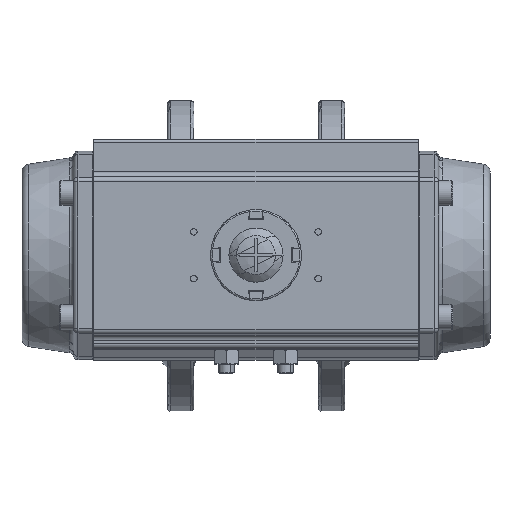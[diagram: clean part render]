
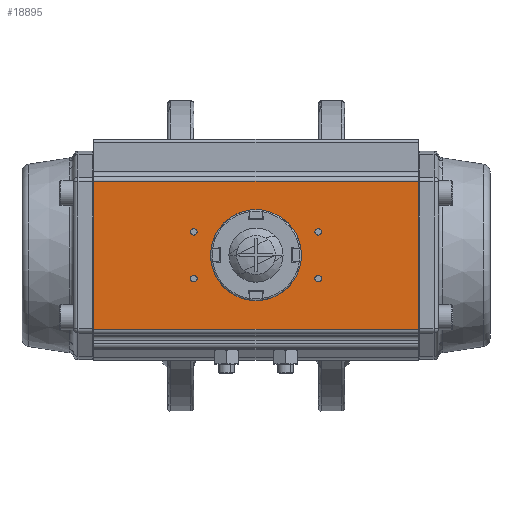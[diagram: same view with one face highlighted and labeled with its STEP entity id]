
A CAD part, top view. The second image highlights one B-rep face of the part: STEP entity #18895.
In plain terms, the highlighted planar face has unit normal (0, 0, 1).
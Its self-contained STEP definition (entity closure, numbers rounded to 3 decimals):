
#18756=CARTESIAN_POINT('',(104.5,-47.665,271.));
#18757=DIRECTION('',(0.,-0.,-1.));
#18758=DIRECTION('',(-1.,0.,-0.));
#18759=AXIS2_PLACEMENT_3D('',#18756,#18757,#18758);
#18760=PLANE('',#18759);
#18761=CARTESIAN_POINT('',(-37.9,-15.,271.));
#18762=VERTEX_POINT('',#18761);
#18763=CARTESIAN_POINT('',(-42.1,-15.,271.));
#18764=VERTEX_POINT('',#18763);
#18765=CARTESIAN_POINT('',(-40.,-15.,271.));
#18766=DIRECTION('',(0.,-0.,1.));
#18767=DIRECTION('',(1.,-0.,-0.));
#18768=AXIS2_PLACEMENT_3D('',#18765,#18766,#18767);
#18769=CIRCLE('',#18768,2.1);
#18770=EDGE_CURVE('NONE',#18762,#18764,#18769,.T.);
#18771=ORIENTED_EDGE('',*,*,#18770,.F.);
#18772=CARTESIAN_POINT('',(-40.,-15.,271.));
#18773=DIRECTION('',(0.,-0.,1.));
#18774=DIRECTION('',(1.,-0.,-0.));
#18775=AXIS2_PLACEMENT_3D('',#18772,#18773,#18774);
#18776=CIRCLE('',#18775,2.1);
#18777=EDGE_CURVE('NONE',#18764,#18762,#18776,.T.);
#18778=ORIENTED_EDGE('',*,*,#18777,.F.);
#18779=EDGE_LOOP('',(#18771,#18778));
#18780=FACE_BOUND('',#18779,.T.);
#18781=CARTESIAN_POINT('',(-37.9,15.,271.));
#18782=VERTEX_POINT('',#18781);
#18783=CARTESIAN_POINT('',(-42.1,15.,271.));
#18784=VERTEX_POINT('',#18783);
#18785=CARTESIAN_POINT('',(-40.,15.,271.));
#18786=DIRECTION('',(0.,-0.,1.));
#18787=DIRECTION('',(1.,-0.,-0.));
#18788=AXIS2_PLACEMENT_3D('',#18785,#18786,#18787);
#18789=CIRCLE('',#18788,2.1);
#18790=EDGE_CURVE('NONE',#18782,#18784,#18789,.T.);
#18791=ORIENTED_EDGE('',*,*,#18790,.F.);
#18792=CARTESIAN_POINT('',(-40.,15.,271.));
#18793=DIRECTION('',(0.,-0.,1.));
#18794=DIRECTION('',(1.,-0.,-0.));
#18795=AXIS2_PLACEMENT_3D('',#18792,#18793,#18794);
#18796=CIRCLE('',#18795,2.1);
#18797=EDGE_CURVE('NONE',#18784,#18782,#18796,.T.);
#18798=ORIENTED_EDGE('',*,*,#18797,.F.);
#18799=EDGE_LOOP('',(#18791,#18798));
#18800=FACE_BOUND('',#18799,.T.);
#18801=CARTESIAN_POINT('',(42.1,15.,271.));
#18802=VERTEX_POINT('',#18801);
#18803=CARTESIAN_POINT('',(37.9,15.,271.));
#18804=VERTEX_POINT('',#18803);
#18805=CARTESIAN_POINT('',(40.,15.,271.));
#18806=DIRECTION('',(0.,-0.,1.));
#18807=DIRECTION('',(1.,-0.,-0.));
#18808=AXIS2_PLACEMENT_3D('',#18805,#18806,#18807);
#18809=CIRCLE('',#18808,2.1);
#18810=EDGE_CURVE('NONE',#18802,#18804,#18809,.T.);
#18811=ORIENTED_EDGE('',*,*,#18810,.F.);
#18812=CARTESIAN_POINT('',(40.,15.,271.));
#18813=DIRECTION('',(0.,-0.,1.));
#18814=DIRECTION('',(1.,-0.,-0.));
#18815=AXIS2_PLACEMENT_3D('',#18812,#18813,#18814);
#18816=CIRCLE('',#18815,2.1);
#18817=EDGE_CURVE('NONE',#18804,#18802,#18816,.T.);
#18818=ORIENTED_EDGE('',*,*,#18817,.F.);
#18819=EDGE_LOOP('',(#18811,#18818));
#18820=FACE_BOUND('',#18819,.T.);
#18821=CARTESIAN_POINT('',(42.1,-15.,271.));
#18822=VERTEX_POINT('',#18821);
#18823=CARTESIAN_POINT('',(37.9,-15.,271.));
#18824=VERTEX_POINT('',#18823);
#18825=CARTESIAN_POINT('',(40.,-15.,271.));
#18826=DIRECTION('',(0.,-0.,1.));
#18827=DIRECTION('',(1.,-0.,-0.));
#18828=AXIS2_PLACEMENT_3D('',#18825,#18826,#18827);
#18829=CIRCLE('',#18828,2.1);
#18830=EDGE_CURVE('NONE',#18822,#18824,#18829,.T.);
#18831=ORIENTED_EDGE('',*,*,#18830,.F.);
#18832=CARTESIAN_POINT('',(40.,-15.,271.));
#18833=DIRECTION('',(0.,-0.,1.));
#18834=DIRECTION('',(1.,-0.,-0.));
#18835=AXIS2_PLACEMENT_3D('',#18832,#18833,#18834);
#18836=CIRCLE('',#18835,2.1);
#18837=EDGE_CURVE('NONE',#18824,#18822,#18836,.T.);
#18838=ORIENTED_EDGE('',*,*,#18837,.F.);
#18839=EDGE_LOOP('',(#18831,#18838));
#18840=FACE_BOUND('',#18839,.T.);
#18841=CARTESIAN_POINT('',(104.258,47.665,271.));
#18842=VERTEX_POINT('',#18841);
#18843=CARTESIAN_POINT('',(-104.258,47.665,271.));
#18844=VERTEX_POINT('',#18843);
#18845=CARTESIAN_POINT('',(104.258,47.665,271.));
#18846=DIRECTION('',(-1.,0.,-0.));
#18847=VECTOR('',#18846,208.515);
#18848=LINE('',#18845,#18847);
#18849=EDGE_CURVE('',#18842,#18844,#18848,.T.);
#18850=ORIENTED_EDGE('',*,*,#18849,.T.);
#18851=CARTESIAN_POINT('',(-104.258,-47.665,271.));
#18852=VERTEX_POINT('',#18851);
#18853=CARTESIAN_POINT('',(-104.258,47.665,271.));
#18854=DIRECTION('',(-0.,-1.,0.));
#18855=VECTOR('',#18854,95.33);
#18856=LINE('',#18853,#18855);
#18857=EDGE_CURVE('',#18844,#18852,#18856,.T.);
#18858=ORIENTED_EDGE('',*,*,#18857,.T.);
#18859=CARTESIAN_POINT('',(104.258,-47.665,271.));
#18860=VERTEX_POINT('',#18859);
#18861=CARTESIAN_POINT('',(104.258,-47.665,271.));
#18862=DIRECTION('',(-1.,0.,-0.));
#18863=VECTOR('',#18862,208.515);
#18864=LINE('',#18861,#18863);
#18865=EDGE_CURVE('',#18860,#18852,#18864,.T.);
#18866=ORIENTED_EDGE('',*,*,#18865,.F.);
#18867=CARTESIAN_POINT('',(104.258,-47.665,271.));
#18868=DIRECTION('',(0.,1.,-0.));
#18869=VECTOR('',#18868,95.33);
#18870=LINE('',#18867,#18869);
#18871=EDGE_CURVE('',#18860,#18842,#18870,.T.);
#18872=ORIENTED_EDGE('',*,*,#18871,.T.);
#18873=EDGE_LOOP('',(#18850,#18858,#18866,#18872));
#18874=FACE_BOUND('',#18873,.T.);
#18875=CARTESIAN_POINT('',(17.5,0.,271.));
#18876=VERTEX_POINT('',#18875);
#18877=CARTESIAN_POINT('',(-17.5,0.,271.));
#18878=VERTEX_POINT('',#18877);
#18879=CARTESIAN_POINT('',(0.,0.,271.));
#18880=DIRECTION('',(0.,-0.,-1.));
#18881=DIRECTION('',(1.,-0.,0.));
#18882=AXIS2_PLACEMENT_3D('',#18879,#18880,#18881);
#18883=CIRCLE('',#18882,17.5);
#18884=EDGE_CURVE('',#18876,#18878,#18883,.T.);
#18885=ORIENTED_EDGE('',*,*,#18884,.T.);
#18886=CARTESIAN_POINT('',(0.,0.,271.));
#18887=DIRECTION('',(0.,-0.,-1.));
#18888=DIRECTION('',(1.,-0.,0.));
#18889=AXIS2_PLACEMENT_3D('',#18886,#18887,#18888);
#18890=CIRCLE('',#18889,17.5);
#18891=EDGE_CURVE('',#18878,#18876,#18890,.T.);
#18892=ORIENTED_EDGE('',*,*,#18891,.T.);
#18893=EDGE_LOOP('',(#18885,#18892));
#18894=FACE_BOUND('',#18893,.T.);
#18895=ADVANCED_FACE('',(#18780,#18800,#18820,#18840,#18874,#18894),#18760,.F.);
